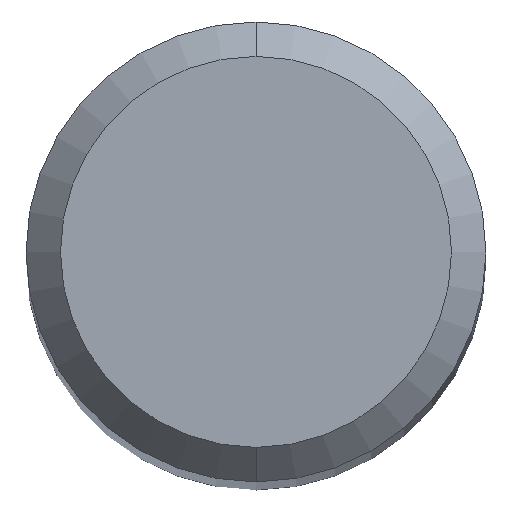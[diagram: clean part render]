
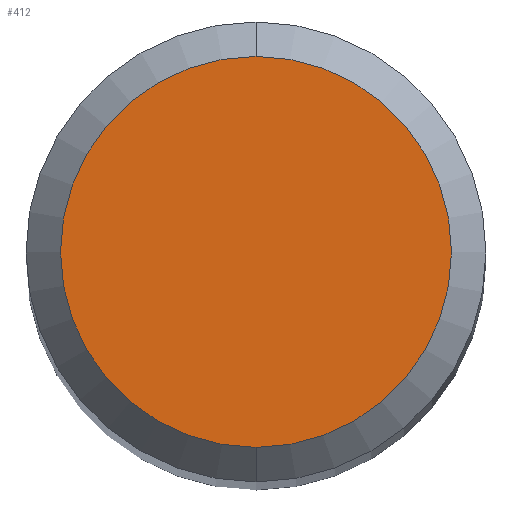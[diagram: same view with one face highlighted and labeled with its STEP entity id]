
A CAD part, top view. The second image highlights one B-rep face of the part: STEP entity #412.
In plain terms, the highlighted planar face has unit normal (0, 0, 1).
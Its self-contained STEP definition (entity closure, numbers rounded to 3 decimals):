
#230=VERTEX_POINT('',#534);
#250=EDGE_CURVE('',#284,#230,#554,.T.);
#284=VERTEX_POINT('',#591);
#346=EDGE_CURVE('',#230,#284,#659,.T.);
#412=ADVANCED_FACE('',(#732),#733,.T.);
#534=CARTESIAN_POINT('',(0.0,1.7,0.0));
#554=CIRCLE('',#945,1.7);
#591=CARTESIAN_POINT('',(0.,-1.7,0.0));
#659=CIRCLE('',#1137,1.7);
#732=FACE_OUTER_BOUND('',#1317,.T.);
#733=PLANE('',#1318);
#945=AXIS2_PLACEMENT_3D('',#1500,#1501,#1502);
#1137=AXIS2_PLACEMENT_3D('',#1614,#1615,#1616);
#1317=EDGE_LOOP('',(#1687,#1688));
#1318=AXIS2_PLACEMENT_3D('',#1689,#1690,#1691);
#1500=CARTESIAN_POINT('',(0.0,0.0,0.0));
#1501=DIRECTION('',(0.0,0.0,-1.0));
#1502=DIRECTION('',(0.0,1.0,0.0));
#1614=CARTESIAN_POINT('',(0.0,0.0,0.0));
#1615=DIRECTION('',(0.0,0.0,-1.0));
#1616=DIRECTION('',(0.0,1.0,0.0));
#1687=ORIENTED_EDGE('',*,*,#346,.F.);
#1688=ORIENTED_EDGE('',*,*,#250,.F.);
#1689=CARTESIAN_POINT('',(0.0,0.85,0.0));
#1690=DIRECTION('',(-0.0,0.0,1.0));
#1691=DIRECTION('',(0.0,-1.0,0.0));
